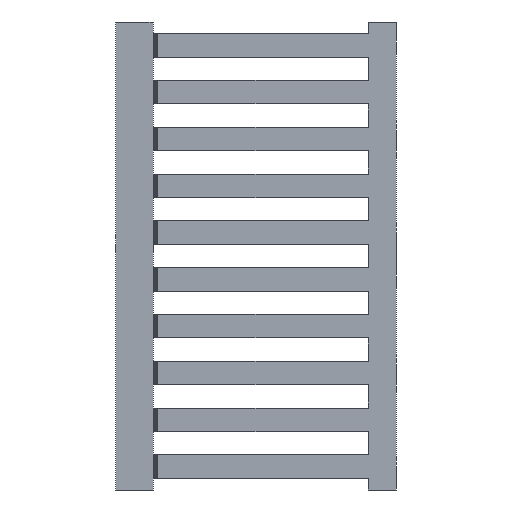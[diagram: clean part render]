
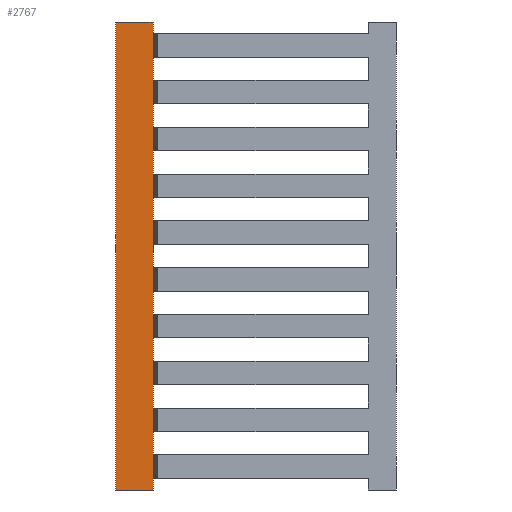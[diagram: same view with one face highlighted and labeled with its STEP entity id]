
A CAD part, left-side view. The second image highlights one B-rep face of the part: STEP entity #2767.
In plain terms, the highlighted planar face has unit normal (-1, 0, 0).
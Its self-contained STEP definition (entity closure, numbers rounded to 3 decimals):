
#53 = EDGE_CURVE ( 'NONE', #7228, #5197, #4077, .T. ) ;
#820 = LINE ( 'NONE', #3348, #7068 ) ;
#827 = LINE ( 'NONE', #5877, #2309 ) ;
#986 = CARTESIAN_POINT ( 'NONE',  ( -12.5, 52., -100. ) ) ;
#1019 = CARTESIAN_POINT ( 'NONE',  ( -12.5, 60., 0. ) ) ;
#1051 = VERTEX_POINT ( 'NONE', #5196 ) ;
#1246 = VECTOR ( 'NONE', #1331, 1000. ) ;
#1331 = DIRECTION ( 'NONE',  ( 0., 0., 1. ) ) ;
#1780 = ORIENTED_EDGE ( 'NONE', *, *, #5060, .T. ) ;
#2309 = VECTOR ( 'NONE', #6049, 1000. ) ;
#2566 = ORIENTED_EDGE ( 'NONE', *, *, #53, .F. ) ;
#2767 = ADVANCED_FACE ( 'NONE', ( #3425 ), #3843, .T. ) ;
#3348 = CARTESIAN_POINT ( 'NONE',  ( -12.5, 52., -100. ) ) ;
#3425 = FACE_OUTER_BOUND ( 'NONE', #5785, .T. ) ;
#3459 = CARTESIAN_POINT ( 'NONE',  ( -12.5, 60., -100. ) ) ;
#3843 = PLANE ( 'NONE',  #8092 ) ;
#3919 = DIRECTION ( 'NONE',  ( 0., -1., 0. ) ) ;
#4077 = LINE ( 'NONE', #6599, #5087 ) ;
#4889 = EDGE_CURVE ( 'NONE', #1051, #7228, #5046, .T. ) ;
#5046 = LINE ( 'NONE', #5799, #1246 ) ;
#5060 = EDGE_CURVE ( 'NONE', #1051, #5643, #827, .T. ) ;
#5087 = VECTOR ( 'NONE', #3919, 1000. ) ;
#5196 = CARTESIAN_POINT ( 'NONE',  ( -12.5, 60., -100. ) ) ;
#5197 = VERTEX_POINT ( 'NONE', #6863 ) ;
#5363 = ORIENTED_EDGE ( 'NONE', *, *, #5514, .T. ) ;
#5514 = EDGE_CURVE ( 'NONE', #5643, #5197, #820, .T. ) ;
#5643 = VERTEX_POINT ( 'NONE', #986 ) ;
#5785 = EDGE_LOOP ( 'NONE', ( #2566, #6143, #1780, #5363 ) ) ;
#5799 = CARTESIAN_POINT ( 'NONE',  ( -12.5, 60., -100. ) ) ;
#5865 = DIRECTION ( 'NONE',  ( 0., 0., 1. ) ) ;
#5877 = CARTESIAN_POINT ( 'NONE',  ( -12.5, 60., -100. ) ) ;
#5975 = DIRECTION ( 'NONE',  ( -1., 0., 0. ) ) ;
#6049 = DIRECTION ( 'NONE',  ( 0., -1., 0. ) ) ;
#6143 = ORIENTED_EDGE ( 'NONE', *, *, #4889, .F. ) ;
#6599 = CARTESIAN_POINT ( 'NONE',  ( -12.5, 60., 0. ) ) ;
#6863 = CARTESIAN_POINT ( 'NONE',  ( -12.5, 52., 0. ) ) ;
#7068 = VECTOR ( 'NONE', #5865, 1000. ) ;
#7228 = VERTEX_POINT ( 'NONE', #1019 ) ;
#7766 = DIRECTION ( 'NONE',  ( 0., 1., 0. ) ) ;
#8092 = AXIS2_PLACEMENT_3D ( 'NONE', #3459, #5975, #7766 ) ;
